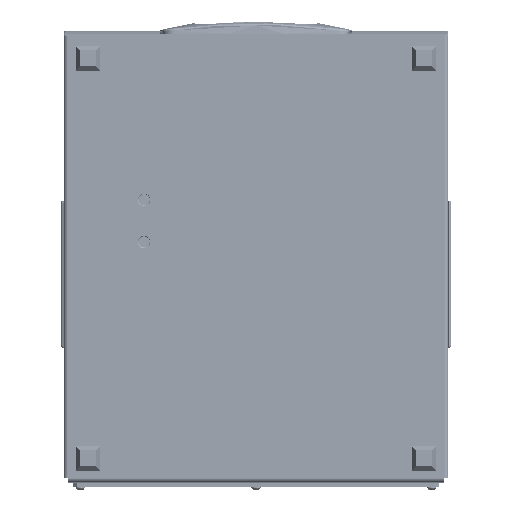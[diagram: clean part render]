
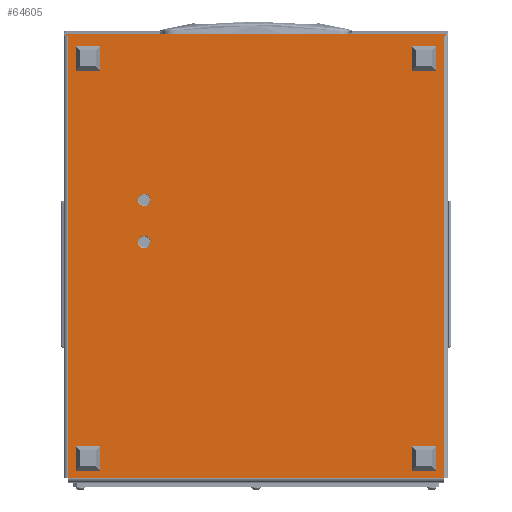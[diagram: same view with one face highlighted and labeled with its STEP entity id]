
A CAD part, front view. The second image highlights one B-rep face of the part: STEP entity #64605.
In plain terms, the highlighted face is planar.
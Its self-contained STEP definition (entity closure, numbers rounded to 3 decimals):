
#547 = CIRCLE ( 'NONE', #7907, 5.2 ) ;
#1820 = VECTOR ( 'NONE', #67889, 1000. ) ;
#2392 = CARTESIAN_POINT ( 'NONE',  ( 0., 312., 0. ) ) ;
#3325 = VERTEX_POINT ( 'NONE', #77498 ) ;
#6627 = LINE ( 'NONE', #85250, #38932 ) ;
#7907 = AXIS2_PLACEMENT_3D ( 'NONE', #46273, #67477, #56649 ) ;
#8486 = CIRCLE ( 'NONE', #79917, 5.2 ) ;
#9583 = EDGE_CURVE ( 'NONE', #77239, #57327, #70826, .T. ) ;
#15018 = CARTESIAN_POINT ( 'NONE',  ( 0., 0., 0. ) ) ;
#17430 = VECTOR ( 'NONE', #35644, 1000. ) ;
#17753 = LINE ( 'NONE', #80277, #60708 ) ;
#21578 = CARTESIAN_POINT ( 'NONE',  ( 367., 312., 0. ) ) ;
#22456 = ORIENTED_EDGE ( 'NONE', *, *, #46957, .T. ) ;
#30631 = EDGE_LOOP ( 'NONE', ( #33248, #104490, #50864, #22456, #109227, #38202, #90564, #37843 ) ) ;
#30886 = VERTEX_POINT ( 'NONE', #50099 ) ;
#32871 = LINE ( 'NONE', #86785, #1820 ) ;
#33248 = ORIENTED_EDGE ( 'NONE', *, *, #112671, .F. ) ;
#34515 = CARTESIAN_POINT ( 'NONE',  ( 0., -4., 0. ) ) ;
#34530 = DIRECTION ( 'NONE',  ( 0., 0., -1. ) ) ;
#34737 = LINE ( 'NONE', #78884, #90438 ) ;
#35298 = DIRECTION ( 'NONE',  ( -1., 0., 0. ) ) ;
#35644 = DIRECTION ( 'NONE',  ( 0., 1., 0. ) ) ;
#36199 = LINE ( 'NONE', #79231, #17430 ) ;
#36932 = CARTESIAN_POINT ( 'NONE',  ( 136., 249., 0. ) ) ;
#37321 = VERTEX_POINT ( 'NONE', #15018 ) ;
#37411 = DIRECTION ( 'NONE',  ( 0., 0., -1. ) ) ;
#37492 = DIRECTION ( 'NONE',  ( 0., 0., -1. ) ) ;
#37600 = VECTOR ( 'NONE', #76412, 1000. ) ;
#37843 = ORIENTED_EDGE ( 'NONE', *, *, #49476, .F. ) ;
#38202 = ORIENTED_EDGE ( 'NONE', *, *, #113198, .F. ) ;
#38598 = DIRECTION ( 'NONE',  ( -1., 0., 0. ) ) ;
#38932 = VECTOR ( 'NONE', #76649, 1000. ) ;
#40571 = VERTEX_POINT ( 'NONE', #47749 ) ;
#41221 = CARTESIAN_POINT ( 'NONE',  ( -2., 314., 0. ) ) ;
#43903 = CARTESIAN_POINT ( 'NONE',  ( 136., 249., 0. ) ) ;
#45477 = EDGE_CURVE ( 'NONE', #69135, #53024, #547, .T. ) ;
#46006 = FACE_BOUND ( 'NONE', #56869, .T. ) ;
#46273 = CARTESIAN_POINT ( 'NONE',  ( 171., 249., 0. ) ) ;
#46325 = VERTEX_POINT ( 'NONE', #41221 ) ;
#46957 = EDGE_CURVE ( 'NONE', #46325, #107526, #34737, .T. ) ;
#47749 = CARTESIAN_POINT ( 'NONE',  ( 367., 312., 0. ) ) ;
#49476 = EDGE_CURVE ( 'NONE', #37321, #3325, #6627, .T. ) ;
#49901 = AXIS2_PLACEMENT_3D ( 'NONE', #2392, #37411, #57384 ) ;
#50068 = AXIS2_PLACEMENT_3D ( 'NONE', #43903, #105330, #35298 ) ;
#50099 = CARTESIAN_POINT ( 'NONE',  ( 130.8, 249., 0. ) ) ;
#50864 = ORIENTED_EDGE ( 'NONE', *, *, #95327, .T. ) ;
#53024 = VERTEX_POINT ( 'NONE', #89720 ) ;
#56642 = DIRECTION ( 'NONE',  ( 0., -1., 0. ) ) ;
#56649 = DIRECTION ( 'NONE',  ( -1., 0., 0. ) ) ;
#56869 = EDGE_LOOP ( 'NONE', ( #77250, #92430 ) ) ;
#57327 = VERTEX_POINT ( 'NONE', #81139 ) ;
#57384 = DIRECTION ( 'NONE',  ( -1., 0., 0. ) ) ;
#60708 = VECTOR ( 'NONE', #61439, 1000. ) ;
#61439 = DIRECTION ( 'NONE',  ( -1., 0., 0. ) ) ;
#63364 = DIRECTION ( 'NONE',  ( -1., 0., 0. ) ) ;
#64605 = ADVANCED_FACE ( 'NONE', ( #46006, #65946, #81009 ), #110680, .T. ) ;
#65275 = EDGE_CURVE ( 'NONE', #103020, #30886, #95880, .T. ) ;
#65946 = FACE_BOUND ( 'NONE', #77741, .T. ) ;
#67103 = AXIS2_PLACEMENT_3D ( 'NONE', #94824, #34530, #85606 ) ;
#67477 = DIRECTION ( 'NONE',  ( 0., 0., -1. ) ) ;
#67889 = DIRECTION ( 'NONE',  ( 0., 1., 0. ) ) ;
#69082 = VECTOR ( 'NONE', #63364, 1000. ) ;
#69135 = VERTEX_POINT ( 'NONE', #88693 ) ;
#70796 = CIRCLE ( 'NONE', #67103, 5.2 ) ;
#70826 = LINE ( 'NONE', #105822, #69082 ) ;
#71093 = EDGE_CURVE ( 'NONE', #40571, #3325, #100195, .T. ) ;
#71355 = VERTEX_POINT ( 'NONE', #106421 ) ;
#74594 = ORIENTED_EDGE ( 'NONE', *, *, #45477, .F. ) ;
#76412 = DIRECTION ( 'NONE',  ( 0., 1., 0. ) ) ;
#76649 = DIRECTION ( 'NONE',  ( 1., 0., 0. ) ) ;
#76944 = VECTOR ( 'NONE', #56642, 1000. ) ;
#77239 = VERTEX_POINT ( 'NONE', #90106 ) ;
#77250 = ORIENTED_EDGE ( 'NONE', *, *, #96545, .F. ) ;
#77498 = CARTESIAN_POINT ( 'NONE',  ( 367., 0., 0. ) ) ;
#77741 = EDGE_LOOP ( 'NONE', ( #98867, #74594 ) ) ;
#78884 = CARTESIAN_POINT ( 'NONE',  ( 0., 314., 0. ) ) ;
#79231 = CARTESIAN_POINT ( 'NONE',  ( -2., -4., 0. ) ) ;
#79646 = EDGE_CURVE ( 'NONE', #53024, #69135, #70796, .T. ) ;
#79917 = AXIS2_PLACEMENT_3D ( 'NONE', #36932, #37492, #38598 ) ;
#80277 = CARTESIAN_POINT ( 'NONE',  ( 0., 312., 0. ) ) ;
#81009 = FACE_OUTER_BOUND ( 'NONE', #30631, .T. ) ;
#81139 = CARTESIAN_POINT ( 'NONE',  ( -2., -2., 0. ) ) ;
#85250 = CARTESIAN_POINT ( 'NONE',  ( 0., 0., 0. ) ) ;
#85606 = DIRECTION ( 'NONE',  ( -1., 0., 0. ) ) ;
#86785 = CARTESIAN_POINT ( 'NONE',  ( 0., -4., 0. ) ) ;
#88693 = CARTESIAN_POINT ( 'NONE',  ( 176.2, 249., 0. ) ) ;
#89720 = CARTESIAN_POINT ( 'NONE',  ( 165.8, 249., 0. ) ) ;
#90106 = CARTESIAN_POINT ( 'NONE',  ( 0., -2., 0. ) ) ;
#90438 = VECTOR ( 'NONE', #103648, 1000. ) ;
#90564 = ORIENTED_EDGE ( 'NONE', *, *, #71093, .T. ) ;
#91798 = CARTESIAN_POINT ( 'NONE',  ( 141.2, 249., 0. ) ) ;
#92430 = ORIENTED_EDGE ( 'NONE', *, *, #65275, .F. ) ;
#94824 = CARTESIAN_POINT ( 'NONE',  ( 171., 249., 0. ) ) ;
#95185 = EDGE_CURVE ( 'NONE', #71355, #107526, #95927, .T. ) ;
#95327 = EDGE_CURVE ( 'NONE', #57327, #46325, #36199, .T. ) ;
#95880 = CIRCLE ( 'NONE', #50068, 5.2 ) ;
#95927 = LINE ( 'NONE', #34515, #37600 ) ;
#96545 = EDGE_CURVE ( 'NONE', #30886, #103020, #8486, .T. ) ;
#98867 = ORIENTED_EDGE ( 'NONE', *, *, #79646, .F. ) ;
#99354 = CARTESIAN_POINT ( 'NONE',  ( 0., 314., 0. ) ) ;
#100195 = LINE ( 'NONE', #21578, #76944 ) ;
#103020 = VERTEX_POINT ( 'NONE', #91798 ) ;
#103648 = DIRECTION ( 'NONE',  ( 1., 0., 0. ) ) ;
#104490 = ORIENTED_EDGE ( 'NONE', *, *, #9583, .T. ) ;
#105330 = DIRECTION ( 'NONE',  ( 0., 0., -1. ) ) ;
#105822 = CARTESIAN_POINT ( 'NONE',  ( 0., -2., 0. ) ) ;
#106421 = CARTESIAN_POINT ( 'NONE',  ( 0., 312., 0. ) ) ;
#107526 = VERTEX_POINT ( 'NONE', #99354 ) ;
#109227 = ORIENTED_EDGE ( 'NONE', *, *, #95185, .F. ) ;
#110680 = PLANE ( 'NONE',  #49901 ) ;
#112671 = EDGE_CURVE ( 'NONE', #77239, #37321, #32871, .T. ) ;
#113198 = EDGE_CURVE ( 'NONE', #40571, #71355, #17753, .T. ) ;
